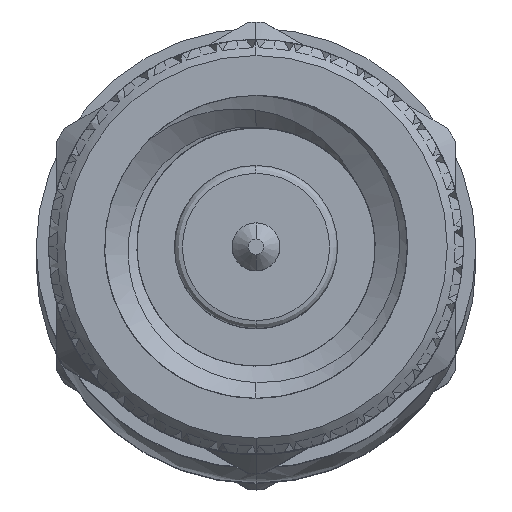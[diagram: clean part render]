
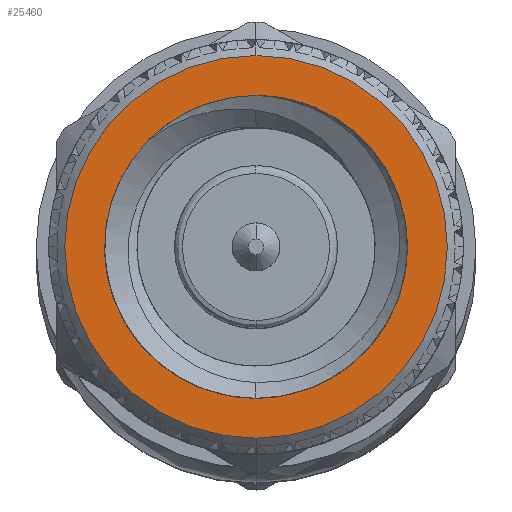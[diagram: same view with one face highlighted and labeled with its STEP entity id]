
A CAD part, top view. The second image highlights one B-rep face of the part: STEP entity #25460.
In plain terms, the highlighted face is planar.
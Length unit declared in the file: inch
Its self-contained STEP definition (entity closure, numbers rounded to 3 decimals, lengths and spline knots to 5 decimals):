
#755 = EDGE_CURVE ( 'NONE', #15104, #18927, #11133, .T. ) ;
#3213 = DIRECTION ( 'NONE',  ( -1., 0., 0. ) ) ;
#3726 = AXIS2_PLACEMENT_3D ( 'NONE', #44424, #17796, #21449 ) ;
#4991 = CIRCLE ( 'NONE', #35473, 0.095 ) ;
#5937 = CIRCLE ( 'NONE', #12226, 0.12 ) ;
#6895 = CARTESIAN_POINT ( 'NONE',  ( 0.02661, 0., 0. ) ) ;
#11133 = CIRCLE ( 'NONE', #22084, 0.095 ) ;
#11208 = EDGE_CURVE ( 'NONE', #31142, #15104, #4991, .T. ) ;
#11822 = DIRECTION ( 'NONE',  ( 1., 0., 0. ) ) ;
#12226 = AXIS2_PLACEMENT_3D ( 'NONE', #6895, #3213, #14742 ) ;
#12823 = EDGE_LOOP ( 'NONE', ( #41133, #16953, #23498 ) ) ;
#13169 = CARTESIAN_POINT ( 'NONE',  ( 0.02661, 0., 0. ) ) ;
#13835 = CARTESIAN_POINT ( 'NONE',  ( 0.02661, -0.06718, 0.06718 ) ) ;
#14742 = DIRECTION ( 'NONE',  ( 0., 1., 0. ) ) ;
#15104 = VERTEX_POINT ( 'NONE', #39344 ) ;
#15251 = PLANE ( 'NONE',  #17916 ) ;
#16953 = ORIENTED_EDGE ( 'NONE', *, *, #755, .F. ) ;
#17009 = DIRECTION ( 'NONE',  ( 0., -1., 0. ) ) ;
#17796 = DIRECTION ( 'NONE',  ( -1., 0., 0. ) ) ;
#17916 = AXIS2_PLACEMENT_3D ( 'NONE', #40956, #11822, #44621 ) ;
#18927 = VERTEX_POINT ( 'NONE', #36487 ) ;
#20667 = DIRECTION ( 'NONE',  ( -1., 0., 0. ) ) ;
#20843 = ORIENTED_EDGE ( 'NONE', *, *, #43141, .T. ) ;
#21449 = DIRECTION ( 'NONE',  ( 0., 1., 0. ) ) ;
#22084 = AXIS2_PLACEMENT_3D ( 'NONE', #13169, #28097, #23462 ) ;
#22216 = CARTESIAN_POINT ( 'NONE',  ( 0.02661, -0.12, 0. ) ) ;
#23462 = DIRECTION ( 'NONE',  ( 0., -1., 0. ) ) ;
#23498 = ORIENTED_EDGE ( 'NONE', *, *, #11208, .F. ) ;
#24337 = EDGE_CURVE ( 'NONE', #28015, #34968, #45982, .T. ) ;
#24574 = EDGE_CURVE ( 'NONE', #18927, #31142, #35088, .T. ) ;
#25460 = ADVANCED_FACE ( 'NONE', ( #37773, #44861 ), #15251, .F. ) ;
#26314 = CARTESIAN_POINT ( 'NONE',  ( 0.02661, 0.12, 0. ) ) ;
#28015 = VERTEX_POINT ( 'NONE', #22216 ) ;
#28097 = DIRECTION ( 'NONE',  ( -1., 0., 0. ) ) ;
#31114 = EDGE_LOOP ( 'NONE', ( #20843, #38966 ) ) ;
#31142 = VERTEX_POINT ( 'NONE', #13835 ) ;
#33413 = CARTESIAN_POINT ( 'NONE',  ( 0.02661, 0., 0. ) ) ;
#34968 = VERTEX_POINT ( 'NONE', #26314 ) ;
#35088 = CIRCLE ( 'NONE', #44431, 0.095 ) ;
#35473 = AXIS2_PLACEMENT_3D ( 'NONE', #33413, #36859, #48348 ) ;
#36487 = CARTESIAN_POINT ( 'NONE',  ( 0.02661, -0.095, 0. ) ) ;
#36859 = DIRECTION ( 'NONE',  ( -1., 0., 0. ) ) ;
#37773 = FACE_BOUND ( 'NONE', #12823, .T. ) ;
#38547 = CARTESIAN_POINT ( 'NONE',  ( 0.02661, 0., 0. ) ) ;
#38966 = ORIENTED_EDGE ( 'NONE', *, *, #24337, .T. ) ;
#39344 = CARTESIAN_POINT ( 'NONE',  ( 0.02661, 0.095, 0. ) ) ;
#40956 = CARTESIAN_POINT ( 'NONE',  ( 0.02661, 0.13, 0. ) ) ;
#41133 = ORIENTED_EDGE ( 'NONE', *, *, #24574, .F. ) ;
#43141 = EDGE_CURVE ( 'NONE', #34968, #28015, #5937, .T. ) ;
#44424 = CARTESIAN_POINT ( 'NONE',  ( 0.02661, 0., 0. ) ) ;
#44431 = AXIS2_PLACEMENT_3D ( 'NONE', #38547, #20667, #17009 ) ;
#44621 = DIRECTION ( 'NONE',  ( 0., 1., 0. ) ) ;
#44861 = FACE_OUTER_BOUND ( 'NONE', #31114, .T. ) ;
#45982 = CIRCLE ( 'NONE', #3726, 0.12 ) ;
#48348 = DIRECTION ( 'NONE',  ( 0., -1., 0. ) ) ;
